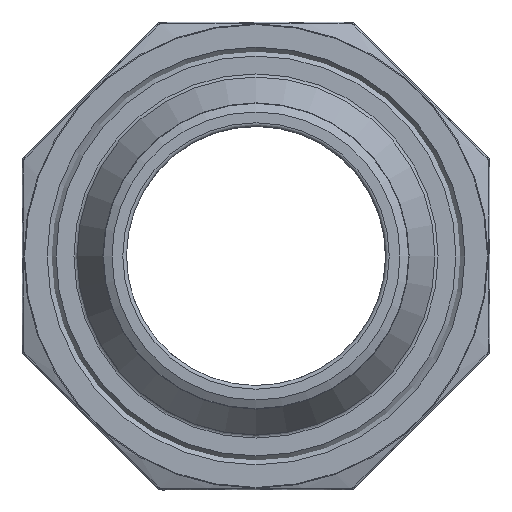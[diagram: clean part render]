
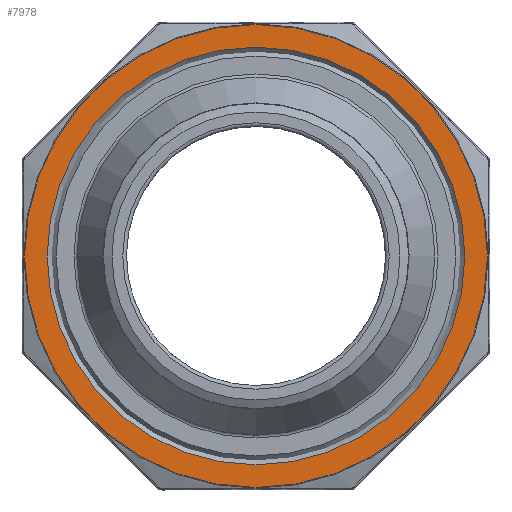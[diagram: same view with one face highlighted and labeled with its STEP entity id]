
A CAD part, left-side view. The second image highlights one B-rep face of the part: STEP entity #7978.
In plain terms, the highlighted planar face has unit normal (-1, 0, 0).
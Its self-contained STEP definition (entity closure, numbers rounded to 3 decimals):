
#2539 = CARTESIAN_POINT ( 'NONE',  ( -22., 0., 0. ) ) ;
#3034 = ORIENTED_EDGE ( 'NONE', *, *, #10337, .T. ) ;
#4286 = EDGE_LOOP ( 'NONE', ( #6581 ) ) ;
#4734 = DIRECTION ( 'NONE',  ( 0., 0., 1. ) ) ;
#5222 = CIRCLE ( 'NONE', #6529, 29. ) ;
#5454 = AXIS2_PLACEMENT_3D ( 'NONE', #15657, #14461, #4734 ) ;
#6529 = AXIS2_PLACEMENT_3D ( 'NONE', #13827, #6591, #14923 ) ;
#6581 = ORIENTED_EDGE ( 'NONE', *, *, #11791, .T. ) ;
#6591 = DIRECTION ( 'NONE',  ( 1., 0., 0. ) ) ;
#7743 = FACE_OUTER_BOUND ( 'NONE', #10792, .T. ) ;
#7978 = ADVANCED_FACE ( 'NONE', ( #7743, #15118 ), #11669, .T. ) ;
#8914 = VERTEX_POINT ( 'NONE', #14988 ) ;
#10337 = EDGE_CURVE ( 'NONE', #8914, #8914, #11784, .T. ) ;
#10792 = EDGE_LOOP ( 'NONE', ( #3034 ) ) ;
#11669 = PLANE ( 'NONE',  #5454 ) ;
#11784 = CIRCLE ( 'NONE', #14589, 32.147 ) ;
#11791 = EDGE_CURVE ( 'NONE', #13806, #13806, #5222, .T. ) ;
#13806 = VERTEX_POINT ( 'NONE', #14829 ) ;
#13827 = CARTESIAN_POINT ( 'NONE',  ( -22., 0., 0. ) ) ;
#14105 = DIRECTION ( 'NONE',  ( 0., 0., 1. ) ) ;
#14461 = DIRECTION ( 'NONE',  ( -1., 0., 0. ) ) ;
#14589 = AXIS2_PLACEMENT_3D ( 'NONE', #2539, #14743, #14105 ) ;
#14743 = DIRECTION ( 'NONE',  ( -1., 0., 0. ) ) ;
#14829 = CARTESIAN_POINT ( 'NONE',  ( -22., 0., -29. ) ) ;
#14923 = DIRECTION ( 'NONE',  ( 0., 0., -1. ) ) ;
#14988 = CARTESIAN_POINT ( 'NONE',  ( -22., 0., 32.147 ) ) ;
#15118 = FACE_BOUND ( 'NONE', #4286, .T. ) ;
#15657 = CARTESIAN_POINT ( 'NONE',  ( -22., 42.92, 0. ) ) ;
